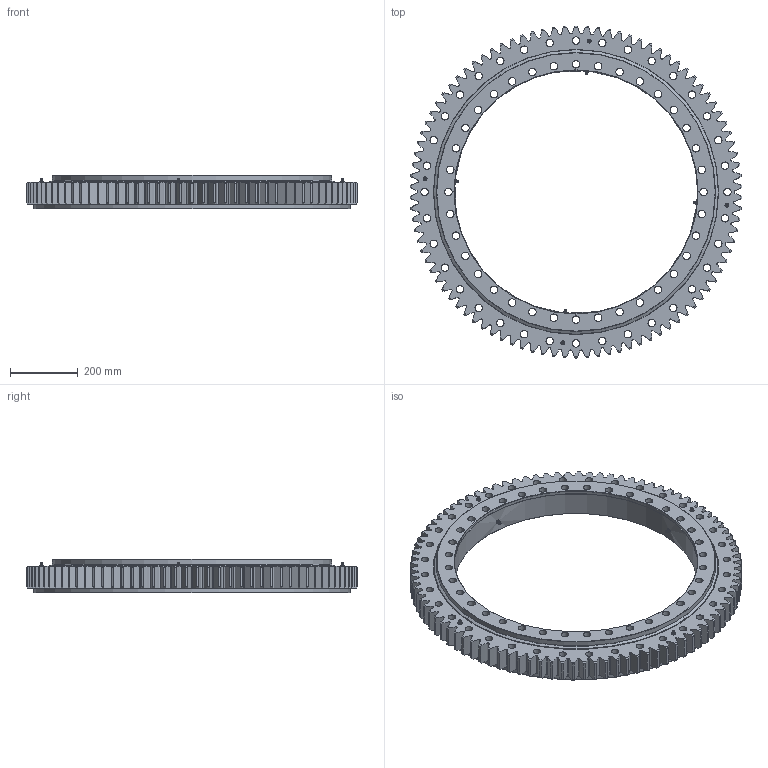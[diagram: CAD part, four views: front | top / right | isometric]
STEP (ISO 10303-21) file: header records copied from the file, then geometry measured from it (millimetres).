
FILE_DESCRIPTION (( 'STEP AP214' ), '1' );
FILE_NAME ('E.979.30.15.D.1-R.STEP', '2018-10-19T06:52:39', ( '' ), ( '' ), 'SwSTEP 2.0', 'SolidWorks 2016', '' );
FILE_SCHEMA (( 'AUTOMOTIVE_DESIGN' ));
Length unit declared in the file: millimetre
Products named in the file (7): E.979.30.15.D.1-R; E.979.30.15.D.1-R - IR Seal; E.979.30.15.D.1-R - OR Seal; E.979.30.15.D.1-R - OR; E.979.30.15.D.1-R - IR; Roller L30; Grease nipple M10x1mm
Assembly tree (82 placements, depth 2):
  E.979.30.15.D.1-R
    E.979.30.15.D.1-R - IR
    E.979.30.15.D.1-R - OR
    Roller L30  x70
    E.979.30.15.D.1-R - IR Seal
    E.979.30.15.D.1-R - OR Seal
    Grease nipple M10x1mm  x8
Bounding box: 978.63 x 978.99 x 100 mm (x, y, z)
Volume: 21732254.1 mm3; surface area: 2634664.4 mm2
Topology: 82 solids, 82 shells, 1377 faces, 3368 edges, 2182 vertices
Faces by surface type: plane 429, cone 314, cylinder 286, bspline 188, torus 160
Full cylindrical faces by diameter (mm): 3 x20, 9 x8, 10 x8, 22 x72, 30 x70, 717 x1, 718 x1, 809 x2, 821 x1, 823 x4, 825 x1, 837 x2, 845 x1, 932 x1
Entity records: 59552 total; most frequent: CARTESIAN_POINT 38452, ORIENTED_EDGE 4528, DIRECTION 3564, EDGE_CURVE 2264, VERTEX_POINT 1588, AXIS2_PLACEMENT_3D 1356, EDGE_LOOP 1168, FACE_OUTER_BOUND 960
